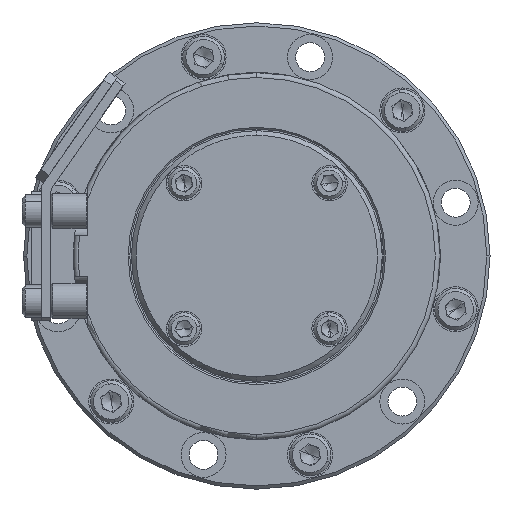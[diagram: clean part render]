
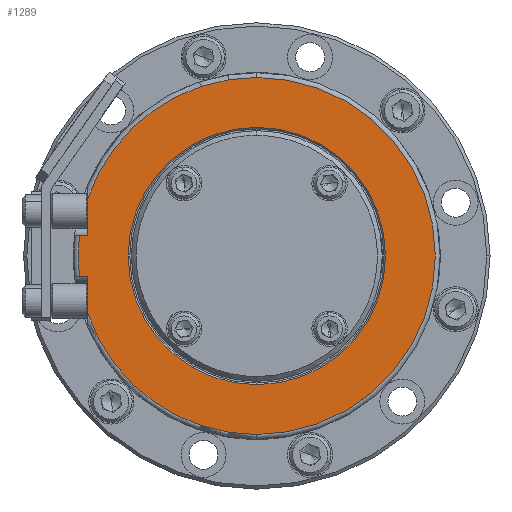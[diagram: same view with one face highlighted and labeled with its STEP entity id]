
A CAD part, left-side view. The second image highlights one B-rep face of the part: STEP entity #1289.
In plain terms, the highlighted planar face has unit normal (-1, 0, 0).
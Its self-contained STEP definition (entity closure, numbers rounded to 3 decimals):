
#15 = CIRCLE ( 'NONE', #19, 40. ) ;
#19 = AXIS2_PLACEMENT_3D ( 'NONE', #5017, #5018, #5019 ) ;
#47 = CIRCLE ( 'NONE', #50, 55.5 ) ;
#50 = AXIS2_PLACEMENT_3D ( 'NONE', #5080, #5081, #5082 ) ;
#53 = CIRCLE ( 'NONE', #56, 55.5 ) ;
#56 = AXIS2_PLACEMENT_3D ( 'NONE', #5107, #5108, #5109 ) ;
#88 = CIRCLE ( 'NONE', #92, 55.5 ) ;
#92 = AXIS2_PLACEMENT_3D ( 'NONE', #5600, #5601, #5602 ) ;
#93 = CIRCLE ( 'NONE', #94, 55.5 ) ;
#94 = AXIS2_PLACEMENT_3D ( 'NONE', #5644, #5645, #5646 ) ;
#118 = VECTOR ( 'NONE', #21896, 1000. ) ;
#138 = CIRCLE ( 'NONE', #141, 40. ) ;
#140 = VECTOR ( 'NONE', #21891, 1000. ) ;
#141 = AXIS2_PLACEMENT_3D ( 'NONE', #21885, #21887, #21888 ) ;
#142 = VECTOR ( 'NONE', #21908, 1000. ) ;
#143 = VECTOR ( 'NONE', #21903, 1000. ) ;
#1289 = ADVANCED_FACE ( 'NONE', ( #18721, #18722 ), #18723, .F. ) ;
#5017 = CARTESIAN_POINT ( 'NONE',  ( 0., 0., 0. ) ) ;
#5018 = DIRECTION ( 'NONE',  ( -1., 0., 0. ) ) ;
#5019 = DIRECTION ( 'NONE',  ( 0., 0., 1. ) ) ;
#5080 = CARTESIAN_POINT ( 'NONE',  ( 0., 0., 0. ) ) ;
#5081 = DIRECTION ( 'NONE',  ( -1., 0., 0. ) ) ;
#5082 = DIRECTION ( 'NONE',  ( 0., 0., 1. ) ) ;
#5107 = CARTESIAN_POINT ( 'NONE',  ( 0., 0., 0. ) ) ;
#5108 = DIRECTION ( 'NONE',  ( -1., 0., 0. ) ) ;
#5109 = DIRECTION ( 'NONE',  ( 0., 0., 1. ) ) ;
#5600 = CARTESIAN_POINT ( 'NONE',  ( 0., 0., 0. ) ) ;
#5601 = DIRECTION ( 'NONE',  ( -1., 0., 0. ) ) ;
#5602 = DIRECTION ( 'NONE',  ( 0., 0., 1. ) ) ;
#5644 = CARTESIAN_POINT ( 'NONE',  ( 0., 0., 0. ) ) ;
#5645 = DIRECTION ( 'NONE',  ( -1., 0., 0. ) ) ;
#5646 = DIRECTION ( 'NONE',  ( 0., 0., 1. ) ) ;
#7620 = AXIS2_PLACEMENT_3D ( 'NONE', #18718, #18725, #18726 ) ;
#12823 = VERTEX_POINT ( 'NONE', #14313 ) ;
#12824 = VERTEX_POINT ( 'NONE', #14314 ) ;
#12841 = VERTEX_POINT ( 'NONE', #14331 ) ;
#12842 = VERTEX_POINT ( 'NONE', #14332 ) ;
#12845 = VERTEX_POINT ( 'NONE', #14335 ) ;
#13022 = EDGE_LOOP ( 'NONE', ( #13403, #13399, #13398, #13396, #13395, #13394, #13393, #13392 ) ) ;
#13032 = EDGE_LOOP ( 'NONE', ( #13406, #13404 ) ) ;
#13392 = ORIENTED_EDGE ( 'NONE', *, *, #20597, .T. ) ;
#13393 = ORIENTED_EDGE ( 'NONE', *, *, #20554, .T. ) ;
#13394 = ORIENTED_EDGE ( 'NONE', *, *, #20550, .T. ) ;
#13395 = ORIENTED_EDGE ( 'NONE', *, *, #20631, .F. ) ;
#13396 = ORIENTED_EDGE ( 'NONE', *, *, #20630, .F. ) ;
#13398 = ORIENTED_EDGE ( 'NONE', *, *, #20593, .T. ) ;
#13399 = ORIENTED_EDGE ( 'NONE', *, *, #20629, .T. ) ;
#13403 = ORIENTED_EDGE ( 'NONE', *, *, #20628, .F. ) ;
#13404 = ORIENTED_EDGE ( 'NONE', *, *, #20529, .F. ) ;
#13406 = ORIENTED_EDGE ( 'NONE', *, *, #20627, .F. ) ;
#14313 = CARTESIAN_POINT ( 'NONE',  ( 0., 0., -40. ) ) ;
#14314 = CARTESIAN_POINT ( 'NONE',  ( 0., 0., 40. ) ) ;
#14331 = CARTESIAN_POINT ( 'NONE',  ( 0., 52.5, -18. ) ) ;
#14332 = CARTESIAN_POINT ( 'NONE',  ( 0., 0., -55.5 ) ) ;
#14335 = CARTESIAN_POINT ( 'NONE',  ( 0., 0., 55.5 ) ) ;
#17612 = CARTESIAN_POINT ( 'NONE',  ( 0., 55.118, -6.5 ) ) ;
#17625 = CARTESIAN_POINT ( 'NONE',  ( 0., 52.5, -6.5 ) ) ;
#17626 = CARTESIAN_POINT ( 'NONE',  ( 0., 55.118, 6.5 ) ) ;
#17631 = CARTESIAN_POINT ( 'NONE',  ( 0., 52.5, 18. ) ) ;
#17638 = CARTESIAN_POINT ( 'NONE',  ( 0., 52.5, 6.5 ) ) ;
#17998 = VERTEX_POINT ( 'NONE', #17612 ) ;
#17999 = VERTEX_POINT ( 'NONE', #17626 ) ;
#18001 = VERTEX_POINT ( 'NONE', #17625 ) ;
#18002 = VERTEX_POINT ( 'NONE', #17631 ) ;
#18011 = VERTEX_POINT ( 'NONE', #17638 ) ;
#18718 = CARTESIAN_POINT ( 'NONE',  ( 0., 40., 0. ) ) ;
#18721 = FACE_BOUND ( 'NONE', #13032, .T. ) ;
#18722 = FACE_OUTER_BOUND ( 'NONE', #13022, .T. ) ;
#18723 = PLANE ( 'NONE',  #7620 ) ;
#18725 = DIRECTION ( 'NONE',  ( 1., 0., 0. ) ) ;
#18726 = DIRECTION ( 'NONE',  ( 0., 0., -1. ) ) ;
#20529 = EDGE_CURVE ( 'NONE', #12823, #12824, #15, .T. ) ;
#20550 = EDGE_CURVE ( 'NONE', #12841, #12842, #47, .T. ) ;
#20554 = EDGE_CURVE ( 'NONE', #12842, #12845, #53, .T. ) ;
#20593 = EDGE_CURVE ( 'NONE', #17999, #17998, #88, .T. ) ;
#20597 = EDGE_CURVE ( 'NONE', #12845, #18002, #93, .T. ) ;
#20627 = EDGE_CURVE ( 'NONE', #12824, #12823, #138, .T. ) ;
#20628 = EDGE_CURVE ( 'NONE', #18011, #18002, #21873, .T. ) ;
#20629 = EDGE_CURVE ( 'NONE', #18011, #17999, #21883, .T. ) ;
#20630 = EDGE_CURVE ( 'NONE', #18001, #17998, #21898, .T. ) ;
#20631 = EDGE_CURVE ( 'NONE', #12841, #18001, #21881, .T. ) ;
#21873 = LINE ( 'NONE', #21874, #140 ) ;
#21874 = CARTESIAN_POINT ( 'NONE',  ( 0., 52.5, 6.5 ) ) ;
#21881 = LINE ( 'NONE', #21905, #142 ) ;
#21883 = LINE ( 'NONE', #21893, #118 ) ;
#21885 = CARTESIAN_POINT ( 'NONE',  ( 0., 0., 0. ) ) ;
#21887 = DIRECTION ( 'NONE',  ( -1., 0., 0. ) ) ;
#21888 = DIRECTION ( 'NONE',  ( 0., 0., 1. ) ) ;
#21891 = DIRECTION ( 'NONE',  ( 0., 0., 1. ) ) ;
#21893 = CARTESIAN_POINT ( 'NONE',  ( 0., 52.5, 6.5 ) ) ;
#21896 = DIRECTION ( 'NONE',  ( 0., 1., 0. ) ) ;
#21898 = LINE ( 'NONE', #21901, #143 ) ;
#21901 = CARTESIAN_POINT ( 'NONE',  ( 0., 52.5, -6.5 ) ) ;
#21903 = DIRECTION ( 'NONE',  ( 0., 1., 0. ) ) ;
#21905 = CARTESIAN_POINT ( 'NONE',  ( 0., 52.5, 0. ) ) ;
#21908 = DIRECTION ( 'NONE',  ( 0., 0., 1. ) ) ;
